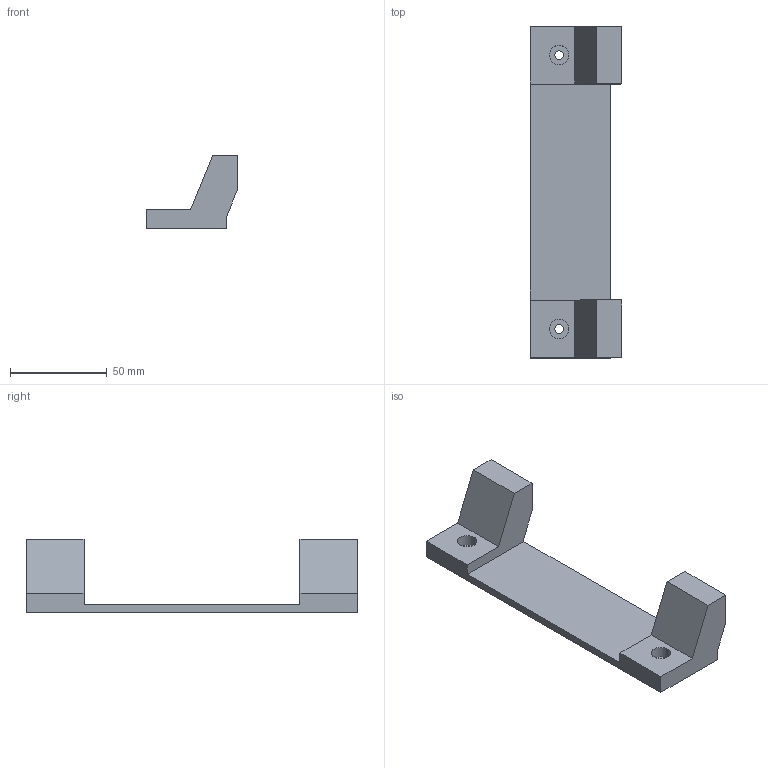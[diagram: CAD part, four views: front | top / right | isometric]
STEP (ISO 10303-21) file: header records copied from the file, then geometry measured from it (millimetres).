
FILE_DESCRIPTION (( 'STEP AP203' ), '1' );
FILE_NAME ('MS001-A.02.013SL.1.1MS001-A外壳侧部固定支架.step', '2021-08-27T10:46:26', ( 'Windows User' ), ( 'P R C' ), 'SwSTEP 2.0', 'SolidWorks 2016', '' );
FILE_SCHEMA (( 'CONFIG_CONTROL_DESIGN' ));
Length unit declared in the file: millimetre
Products named in the file (1): MS001-A.02.013SL.1.1MS001-A外壳侧部固定支架
Bounding box: 47.5 x 171.83 x 38 mm (x, y, z)
Volume: 72557.9 mm3; surface area: 23551.1 mm2
Topology: 1 solids, 1 shells, 42 faces, 100 edges, 64 vertices
Faces by surface type: plane 22, cylinder 16, cone 4
Entity records: 1297 total; most frequent: DIRECTION 218, CARTESIAN_POINT 207, ORIENTED_EDGE 200, EDGE_CURVE 100, AXIS2_PLACEMENT_3D 75, VECTOR 68, LINE 68, VERTEX_POINT 64
